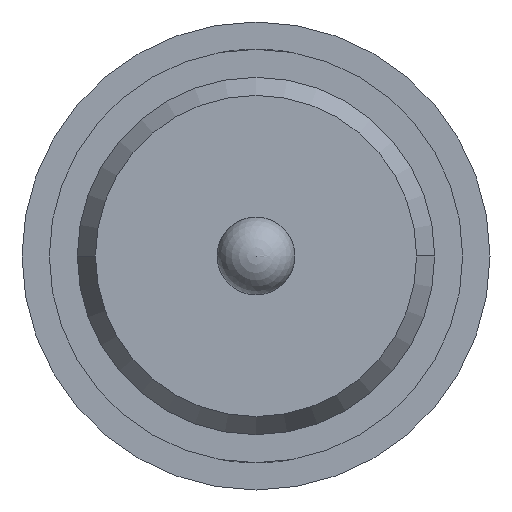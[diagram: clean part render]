
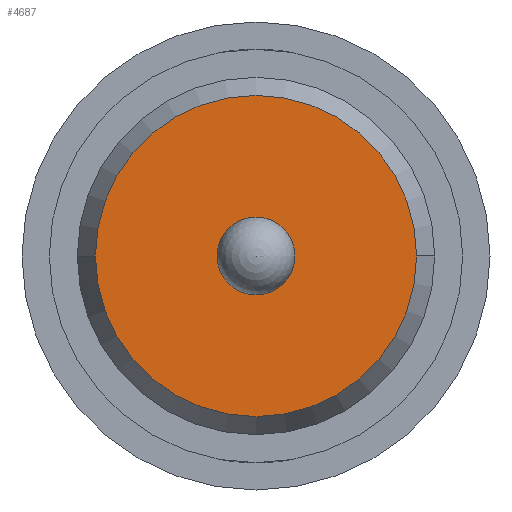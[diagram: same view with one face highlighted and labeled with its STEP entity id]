
A CAD part, front view. The second image highlights one B-rep face of the part: STEP entity #4687.
In plain terms, the highlighted planar face has unit normal (0, -1, 0).
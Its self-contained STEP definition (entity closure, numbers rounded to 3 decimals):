
#172 = VERTEX_POINT ( 'NONE', #1174 ) ;
#213 = ORIENTED_EDGE ( 'NONE', *, *, #243, .T. ) ;
#243 = EDGE_CURVE ( 'Defeature ausgef�hrt1_17+Defeature ausgef�hrt1_16+Defeature ausgef�hrt1_16+Defeature ausgef�hrt1_16', #172, #2158, #1952, .T. ) ;
#319 = AXIS2_PLACEMENT_3D ( 'NONE', #3908, #2035, #3842 ) ;
#820 = AXIS2_PLACEMENT_3D ( 'NONE', #1410, #2879, #1425 ) ;
#860 = DIRECTION ( 'NONE',  ( 0., 1., 0. ) ) ;
#915 = DIRECTION ( 'NONE',  ( 0., 0., -1. ) ) ;
#1035 = EDGE_CURVE ( 'Defeature ausgef�hrt1_17+Defeature ausgef�hrt1_14+Defeature ausgef�hrt1_14+Defeature ausgef�hrt1_14', #3349, #4442, #3905, .T. ) ;
#1174 = CARTESIAN_POINT ( 'NONE',  ( 1.03, -28.6, 0. ) ) ;
#1233 = ORIENTED_EDGE ( 'NONE', *, *, #1035, .T. ) ;
#1332 = CIRCLE ( 'NONE', #2770, 0.25 ) ;
#1410 = CARTESIAN_POINT ( 'NONE',  ( 0., -28.6, 0. ) ) ;
#1425 = DIRECTION ( 'NONE',  ( 0., 0., -1. ) ) ;
#1577 = CARTESIAN_POINT ( 'NONE',  ( -1.03, -28.6, 0. ) ) ;
#1713 = CARTESIAN_POINT ( 'NONE',  ( 0., -28.6, 0. ) ) ;
#1889 = DIRECTION ( 'NONE',  ( 0., -1., 0. ) ) ;
#1942 = CARTESIAN_POINT ( 'NONE',  ( 0., -28.6, 0. ) ) ;
#1952 = CIRCLE ( 'NONE', #1977, 1.03 ) ;
#1966 = EDGE_CURVE ( 'Defeature ausgef�hrt1_17+Defeature ausgef�hrt1_14+Defeature ausgef�hrt1_14+Defeature ausgef�hrt1_14', #4442, #3349, #1332, .T. ) ;
#1977 = AXIS2_PLACEMENT_3D ( 'NONE', #1713, #2841, #2470 ) ;
#1990 = CARTESIAN_POINT ( 'NONE',  ( 0., -28.6, 0.25 ) ) ;
#2035 = DIRECTION ( 'NONE',  ( 0., -1., 0. ) ) ;
#2158 = VERTEX_POINT ( 'NONE', #1577 ) ;
#2186 = CARTESIAN_POINT ( 'NONE',  ( 0., -28.6, -0.25 ) ) ;
#2193 = EDGE_CURVE ( 'Defeature ausgef�hrt1_17+Defeature ausgef�hrt1_16+Defeature ausgef�hrt1_16+Defeature ausgef�hrt1_16', #2158, #172, #4416, .T. ) ;
#2470 = DIRECTION ( 'NONE',  ( 1., 0., 0. ) ) ;
#2770 = AXIS2_PLACEMENT_3D ( 'NONE', #4583, #860, #915 ) ;
#2841 = DIRECTION ( 'NONE',  ( 0., -1., 0. ) ) ;
#2849 = FACE_BOUND ( 'NONE', #3688, .T. ) ;
#2879 = DIRECTION ( 'NONE',  ( 0., 1., 0. ) ) ;
#3247 = EDGE_LOOP ( 'NONE', ( #4612, #213 ) ) ;
#3349 = VERTEX_POINT ( 'NONE', #1990 ) ;
#3505 = AXIS2_PLACEMENT_3D ( 'NONE', #1942, #1889, #4509 ) ;
#3531 = FACE_OUTER_BOUND ( 'NONE', #3247, .T. ) ;
#3688 = EDGE_LOOP ( 'NONE', ( #1233, #3692 ) ) ;
#3692 = ORIENTED_EDGE ( 'NONE', *, *, #1966, .T. ) ;
#3842 = DIRECTION ( 'NONE',  ( 1., 0., 0. ) ) ;
#3905 = CIRCLE ( 'NONE', #820, 0.25 ) ;
#3908 = CARTESIAN_POINT ( 'NONE',  ( -1.145, -28.6, 0. ) ) ;
#4022 = PLANE ( 'NONE',  #319 ) ;
#4416 = CIRCLE ( 'NONE', #3505, 1.03 ) ;
#4442 = VERTEX_POINT ( 'NONE', #2186 ) ;
#4509 = DIRECTION ( 'NONE',  ( 1., 0., 0. ) ) ;
#4583 = CARTESIAN_POINT ( 'NONE',  ( 0., -28.6, 0. ) ) ;
#4612 = ORIENTED_EDGE ( 'NONE', *, *, #2193, .T. ) ;
#4687 = ADVANCED_FACE ( 'Defeature ausgef�hrt1_17', ( #2849, #3531 ), #4022, .T. ) ;
